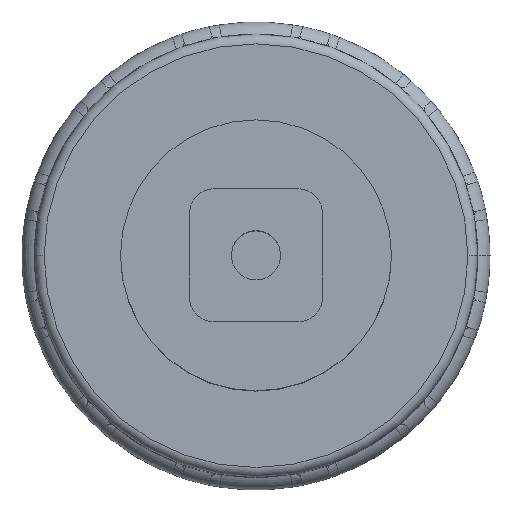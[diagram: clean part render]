
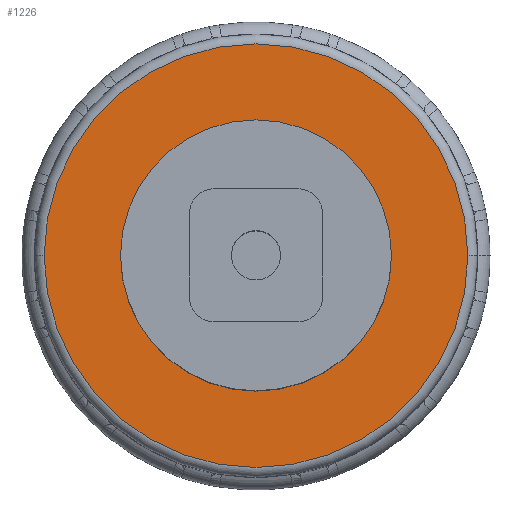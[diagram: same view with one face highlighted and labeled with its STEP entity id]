
A CAD part, top view. The second image highlights one B-rep face of the part: STEP entity #1226.
In plain terms, the highlighted planar face has unit normal (0, 0, 1).
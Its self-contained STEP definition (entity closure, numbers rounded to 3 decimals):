
#462 = DIRECTION ( 'NONE',  ( 1., 0., 0. ) ) ;
#532 = FACE_BOUND ( 'NONE', #4868, .T. ) ;
#695 = DIRECTION ( 'NONE',  ( 0., 0., 1. ) ) ;
#1023 = CIRCLE ( 'NONE', #3874, 8.6 ) ;
#1172 = CARTESIAN_POINT ( 'NONE',  ( -5.5, 0., 6.1 ) ) ;
#1187 = CIRCLE ( 'NONE', #7018, 5.5 ) ;
#1226 = ADVANCED_FACE ( 'NONE', ( #6706, #532 ), #6816, .T. ) ;
#1234 = CARTESIAN_POINT ( 'NONE',  ( 0., 0., 6.1 ) ) ;
#1276 = ORIENTED_EDGE ( 'NONE', *, *, #4139, .F. ) ;
#1288 = VERTEX_POINT ( 'NONE', #5624 ) ;
#1579 = EDGE_CURVE ( 'NONE', #2038, #6167, #6486, .T. ) ;
#1650 = VERTEX_POINT ( 'NONE', #4503 ) ;
#1696 = CARTESIAN_POINT ( 'NONE',  ( 5.5, 0., 6.1 ) ) ;
#2038 = VERTEX_POINT ( 'NONE', #1172 ) ;
#2069 = EDGE_CURVE ( 'NONE', #1650, #1288, #1023, .T. ) ;
#2325 = CARTESIAN_POINT ( 'NONE',  ( 0., 0., 6.1 ) ) ;
#2378 = EDGE_LOOP ( 'NONE', ( #4930, #5946 ) ) ;
#2494 = DIRECTION ( 'NONE',  ( 0., 0., 1. ) ) ;
#2619 = CARTESIAN_POINT ( 'NONE',  ( 0., 0., 6.1 ) ) ;
#2758 = DIRECTION ( 'NONE',  ( 0., 0., 1. ) ) ;
#3691 = CARTESIAN_POINT ( 'NONE',  ( 0., 0., 6.1 ) ) ;
#3845 = DIRECTION ( 'NONE',  ( 0., 0., 1. ) ) ;
#3874 = AXIS2_PLACEMENT_3D ( 'NONE', #2325, #695, #6310 ) ;
#4093 = EDGE_CURVE ( 'NONE', #1288, #1650, #6073, .T. ) ;
#4139 = EDGE_CURVE ( 'NONE', #6167, #2038, #1187, .T. ) ;
#4349 = AXIS2_PLACEMENT_3D ( 'NONE', #5663, #2758, #462 ) ;
#4503 = CARTESIAN_POINT ( 'NONE',  ( 8.6, 0., 6.1 ) ) ;
#4770 = DIRECTION ( 'NONE',  ( 1., 0., 0. ) ) ;
#4868 = EDGE_LOOP ( 'NONE', ( #5094, #1276 ) ) ;
#4930 = ORIENTED_EDGE ( 'NONE', *, *, #2069, .T. ) ;
#5094 = ORIENTED_EDGE ( 'NONE', *, *, #1579, .F. ) ;
#5589 = DIRECTION ( 'NONE',  ( 1., 0., 0. ) ) ;
#5624 = CARTESIAN_POINT ( 'NONE',  ( -8.6, 0., 6.1 ) ) ;
#5663 = CARTESIAN_POINT ( 'NONE',  ( 0., 0., 6.1 ) ) ;
#5666 = DIRECTION ( 'NONE',  ( 1., 0., 0. ) ) ;
#5946 = ORIENTED_EDGE ( 'NONE', *, *, #4093, .T. ) ;
#6073 = CIRCLE ( 'NONE', #7241, 8.6 ) ;
#6167 = VERTEX_POINT ( 'NONE', #1696 ) ;
#6310 = DIRECTION ( 'NONE',  ( 1., 0., 0. ) ) ;
#6479 = AXIS2_PLACEMENT_3D ( 'NONE', #3691, #2494, #4770 ) ;
#6486 = CIRCLE ( 'NONE', #6479, 5.5 ) ;
#6706 = FACE_OUTER_BOUND ( 'NONE', #2378, .T. ) ;
#6816 = PLANE ( 'NONE',  #4349 ) ;
#6932 = DIRECTION ( 'NONE',  ( 0., 0., 1. ) ) ;
#7018 = AXIS2_PLACEMENT_3D ( 'NONE', #1234, #6932, #5666 ) ;
#7241 = AXIS2_PLACEMENT_3D ( 'NONE', #2619, #3845, #5589 ) ;
